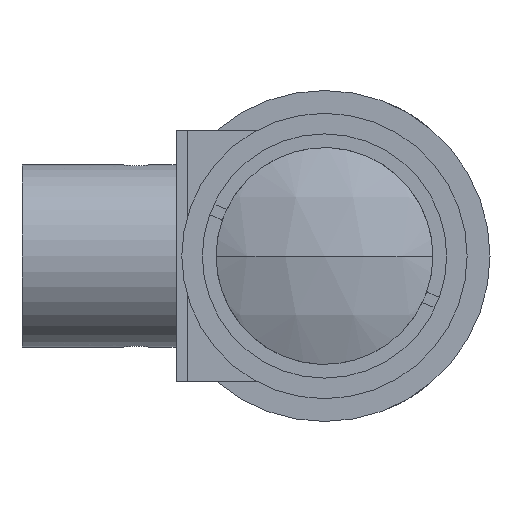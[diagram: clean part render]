
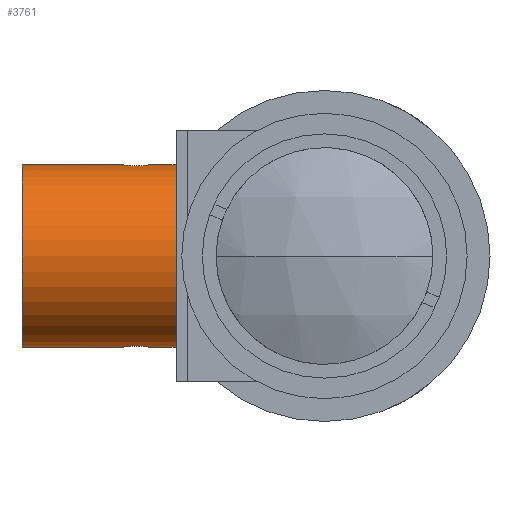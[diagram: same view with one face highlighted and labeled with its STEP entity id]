
A CAD part, left-side view. The second image highlights one B-rep face of the part: STEP entity #3761.
In plain terms, the highlighted cylindrical face has radius 8 mm (diameter 16 mm), a partial arc.
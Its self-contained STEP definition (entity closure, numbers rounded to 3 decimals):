
#33 = CARTESIAN_POINT ( 'NONE',  ( 36.991, 17.499, -7.964 ) ) ;
#51 = CARTESIAN_POINT ( 'NONE',  ( 37.357, 15.314, -7.99 ) ) ;
#53 = CARTESIAN_POINT ( 'NONE',  ( 37.76, 26.5, 8. ) ) ;
#143 = AXIS2_PLACEMENT_3D ( 'NONE', #1316, #3363, #1606 ) ;
#178 = LINE ( 'NONE', #2133, #3210 ) ;
#241 = VERTEX_POINT ( 'NONE', #2915 ) ;
#253 = CARTESIAN_POINT ( 'NONE',  ( 36.761, 15.731, 7.938 ) ) ;
#267 = CARTESIAN_POINT ( 'NONE',  ( 37.435, 17.71, 7.994 ) ) ;
#303 = ORIENTED_EDGE ( 'NONE', *, *, #2872, .T. ) ;
#344 = CARTESIAN_POINT ( 'NONE',  ( 36.668, 17.129, -7.925 ) ) ;
#358 = CARTESIAN_POINT ( 'NONE',  ( 37.595, 15.258, -7.999 ) ) ;
#363 = B_SPLINE_CURVE_WITH_KNOTS ( 'NONE', 3,
 ( #629, #2397, #3544, #1818, #33, #2110, #344, #2411, #643, #2712, #944, #2993, #1234, #3286, #1524, #3557, #1832, #51, #2130, #358, #2426, #660 ),
 .UNSPECIFIED., .F., .F.,
 ( 4, 2, 2, 2, 2, 2, 2, 2, 2, 2, 4 ),
 ( 0., 0., 0.001, 0.001, 0.002, 0.002, 0.002, 0.003, 0.003, 0.004, 0.004 ),
 .UNSPECIFIED. ) ;
#428 = CARTESIAN_POINT ( 'NONE',  ( 37.76, 15.25, -8. ) ) ;
#431 = ORIENTED_EDGE ( 'NONE', *, *, #438, .F. ) ;
#438 = EDGE_CURVE ( 'NONE', #1019, #3261, #3158, .T. ) ;
#527 = VERTEX_POINT ( 'NONE', #428 ) ;
#530 = EDGE_CURVE ( 'NONE', #1090, #241, #536, .T. ) ;
#536 = CIRCLE ( 'NONE', #143, 8. ) ;
#555 = CARTESIAN_POINT ( 'NONE',  ( 36.543, 16.172, 7.907 ) ) ;
#564 = CARTESIAN_POINT ( 'NONE',  ( 37.76, 13., 8. ) ) ;
#567 = CARTESIAN_POINT ( 'NONE',  ( 37.678, 17.75, 8. ) ) ;
#629 = CARTESIAN_POINT ( 'NONE',  ( 37.76, 17.75, -8. ) ) ;
#634 = DIRECTION ( 'NONE',  ( 0., 1., 0. ) ) ;
#643 = CARTESIAN_POINT ( 'NONE',  ( 36.51, 16.664, -7.902 ) ) ;
#660 = CARTESIAN_POINT ( 'NONE',  ( 37.76, 15.25, -8. ) ) ;
#742 = CARTESIAN_POINT ( 'NONE',  ( 37.76, 13., -8. ) ) ;
#855 = CARTESIAN_POINT ( 'NONE',  ( 36.51, 16.581, 7.902 ) ) ;
#925 = ORIENTED_EDGE ( 'NONE', *, *, #1244, .T. ) ;
#944 = CARTESIAN_POINT ( 'NONE',  ( 36.518, 16.336, -7.903 ) ) ;
#1019 = VERTEX_POINT ( 'NONE', #564 ) ;
#1090 = VERTEX_POINT ( 'NONE', #53 ) ;
#1094 = CARTESIAN_POINT ( 'NONE',  ( 37.76, 17.75, 8. ) ) ;
#1151 = CARTESIAN_POINT ( 'NONE',  ( 36.55, 16.825, 7.908 ) ) ;
#1234 = CARTESIAN_POINT ( 'NONE',  ( 36.574, 16.097, -7.912 ) ) ;
#1244 = EDGE_CURVE ( 'NONE', #1476, #1090, #178, .T. ) ;
#1261 = DIRECTION ( 'NONE',  ( 0., -1., 0. ) ) ;
#1316 = CARTESIAN_POINT ( 'NONE',  ( 37.76, 26.5, 0. ) ) ;
#1388 = CARTESIAN_POINT ( 'NONE',  ( 37.76, 15.25, 8. ) ) ;
#1437 = B_SPLINE_CURVE_WITH_KNOTS ( 'NONE', 3,
 ( #1388, #3150, #1730, #3756, #2022, #253, #2326, #555, #2619, #855, #2909, #1151, #3201, #1438, #3481, #1739, #3765, #2037, #267, #2335, #567, #2637 ),
 .UNSPECIFIED., .F., .F.,
 ( 4, 2, 2, 2, 2, 2, 2, 2, 2, 2, 4 ),
 ( 0., 0., 0.001, 0.001, 0.002, 0.002, 0.002, 0.003, 0.003, 0.004, 0.004 ),
 .UNSPECIFIED. ) ;
#1438 = CARTESIAN_POINT ( 'NONE',  ( 36.668, 17.13, 7.925 ) ) ;
#1476 = VERTEX_POINT ( 'NONE', #1094 ) ;
#1512 = LINE ( 'NONE', #742, #2228 ) ;
#1524 = CARTESIAN_POINT ( 'NONE',  ( 36.76, 15.733, -7.938 ) ) ;
#1537 = CARTESIAN_POINT ( 'NONE',  ( 37.76, 13., 8. ) ) ;
#1606 = DIRECTION ( 'NONE',  ( 0., 0., -1. ) ) ;
#1726 = ORIENTED_EDGE ( 'NONE', *, *, #2551, .F. ) ;
#1730 = CARTESIAN_POINT ( 'NONE',  ( 37.432, 15.283, 7.995 ) ) ;
#1739 = CARTESIAN_POINT ( 'NONE',  ( 36.993, 17.5, 7.964 ) ) ;
#1773 = DIRECTION ( 'NONE',  ( 0., 1., 0. ) ) ;
#1818 = CARTESIAN_POINT ( 'NONE',  ( 37.13, 17.592, -7.977 ) ) ;
#1832 = CARTESIAN_POINT ( 'NONE',  ( 37.13, 15.408, -7.977 ) ) ;
#1972 = AXIS2_PLACEMENT_3D ( 'NONE', #2936, #1773, #3797 ) ;
#1981 = VECTOR ( 'NONE', #2741, 1000. ) ;
#1992 = AXIS2_PLACEMENT_3D ( 'NONE', #3011, #1261, #3306 ) ;
#2022 = CARTESIAN_POINT ( 'NONE',  ( 36.991, 15.501, 7.964 ) ) ;
#2037 = CARTESIAN_POINT ( 'NONE',  ( 37.357, 17.686, 7.99 ) ) ;
#2110 = CARTESIAN_POINT ( 'NONE',  ( 36.761, 17.269, -7.938 ) ) ;
#2130 = CARTESIAN_POINT ( 'NONE',  ( 37.435, 15.29, -7.994 ) ) ;
#2133 = CARTESIAN_POINT ( 'NONE',  ( 37.76, 13., 8. ) ) ;
#2152 = CARTESIAN_POINT ( 'NONE',  ( 37.76, 17.75, -8. ) ) ;
#2188 = ORIENTED_EDGE ( 'NONE', *, *, #530, .T. ) ;
#2214 = DIRECTION ( 'NONE',  ( 0., 1., 0. ) ) ;
#2225 = VECTOR ( 'NONE', #634, 1000. ) ;
#2228 = VECTOR ( 'NONE', #2214, 1000. ) ;
#2240 = ORIENTED_EDGE ( 'NONE', *, *, #2946, .F. ) ;
#2326 = CARTESIAN_POINT ( 'NONE',  ( 36.668, 15.871, 7.925 ) ) ;
#2334 = EDGE_CURVE ( 'NONE', #3082, #527, #363, .T. ) ;
#2335 = CARTESIAN_POINT ( 'NONE',  ( 37.595, 17.742, 7.999 ) ) ;
#2365 = ORIENTED_EDGE ( 'NONE', *, *, #3358, .T. ) ;
#2397 = CARTESIAN_POINT ( 'NONE',  ( 37.595, 17.75, -8. ) ) ;
#2411 = CARTESIAN_POINT ( 'NONE',  ( 36.543, 16.828, -7.907 ) ) ;
#2426 = CARTESIAN_POINT ( 'NONE',  ( 37.678, 15.25, -8. ) ) ;
#2551 = EDGE_CURVE ( 'NONE', #3261, #527, #1512, .T. ) ;
#2581 = CARTESIAN_POINT ( 'NONE',  ( 37.76, 13., -8. ) ) ;
#2602 = ORIENTED_EDGE ( 'NONE', *, *, #2334, .T. ) ;
#2619 = CARTESIAN_POINT ( 'NONE',  ( 36.51, 16.336, 7.902 ) ) ;
#2637 = CARTESIAN_POINT ( 'NONE',  ( 37.76, 17.75, 8. ) ) ;
#2712 = CARTESIAN_POINT ( 'NONE',  ( 36.51, 16.419, -7.902 ) ) ;
#2736 = CYLINDRICAL_SURFACE ( 'NONE', #1972, 8. ) ;
#2741 = DIRECTION ( 'NONE',  ( 0., 1., 0. ) ) ;
#2770 = LINE ( 'NONE', #1537, #1981 ) ;
#2872 = EDGE_CURVE ( 'NONE', #3041, #1476, #1437, .T. ) ;
#2909 = CARTESIAN_POINT ( 'NONE',  ( 36.518, 16.664, 7.903 ) ) ;
#2915 = CARTESIAN_POINT ( 'NONE',  ( 37.76, 26.5, -8. ) ) ;
#2936 = CARTESIAN_POINT ( 'NONE',  ( 37.76, 13., 0. ) ) ;
#2946 = EDGE_CURVE ( 'NONE', #3082, #241, #3743, .T. ) ;
#2993 = CARTESIAN_POINT ( 'NONE',  ( 36.55, 16.175, -7.908 ) ) ;
#2999 = CARTESIAN_POINT ( 'NONE',  ( 37.76, 15.25, 8. ) ) ;
#3011 = CARTESIAN_POINT ( 'NONE',  ( 37.76, 13., 0. ) ) ;
#3026 = FACE_OUTER_BOUND ( 'NONE', #3265, .T. ) ;
#3041 = VERTEX_POINT ( 'NONE', #2999 ) ;
#3082 = VERTEX_POINT ( 'NONE', #2152 ) ;
#3150 = CARTESIAN_POINT ( 'NONE',  ( 37.595, 15.25, 8. ) ) ;
#3158 = CIRCLE ( 'NONE', #1992, 8. ) ;
#3201 = CARTESIAN_POINT ( 'NONE',  ( 36.574, 16.903, 7.912 ) ) ;
#3210 = VECTOR ( 'NONE', #3564, 1000. ) ;
#3261 = VERTEX_POINT ( 'NONE', #2581 ) ;
#3265 = EDGE_LOOP ( 'NONE', ( #1726, #431, #2365, #303, #925, #2188, #2240, #2602 ) ) ;
#3286 = CARTESIAN_POINT ( 'NONE',  ( 36.668, 15.87, -7.925 ) ) ;
#3306 = DIRECTION ( 'NONE',  ( 0., 0., -1. ) ) ;
#3358 = EDGE_CURVE ( 'NONE', #1019, #3041, #2770, .T. ) ;
#3363 = DIRECTION ( 'NONE',  ( 0., -1., 0. ) ) ;
#3481 = CARTESIAN_POINT ( 'NONE',  ( 36.76, 17.267, 7.938 ) ) ;
#3538 = CARTESIAN_POINT ( 'NONE',  ( 37.76, 13., -8. ) ) ;
#3544 = CARTESIAN_POINT ( 'NONE',  ( 37.432, 17.717, -7.995 ) ) ;
#3557 = CARTESIAN_POINT ( 'NONE',  ( 36.993, 15.5, -7.964 ) ) ;
#3564 = DIRECTION ( 'NONE',  ( 0., 1., 0. ) ) ;
#3743 = LINE ( 'NONE', #3538, #2225 ) ;
#3756 = CARTESIAN_POINT ( 'NONE',  ( 37.13, 15.408, 7.977 ) ) ;
#3761 = ADVANCED_FACE ( 'NONE', ( #3026 ), #2736, .T. ) ;
#3765 = CARTESIAN_POINT ( 'NONE',  ( 37.13, 17.592, 7.977 ) ) ;
#3797 = DIRECTION ( 'NONE',  ( 0., 0., 1. ) ) ;
